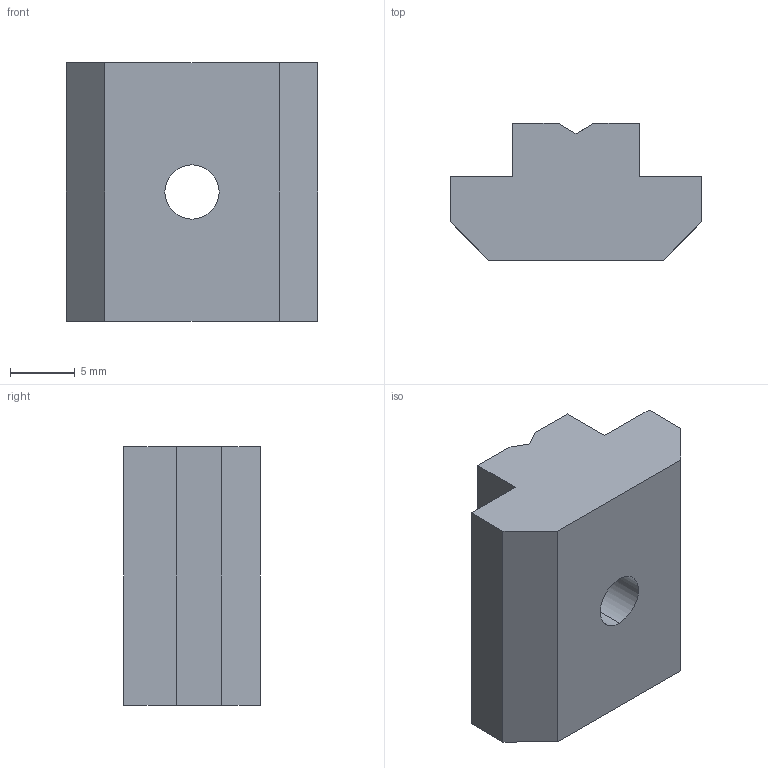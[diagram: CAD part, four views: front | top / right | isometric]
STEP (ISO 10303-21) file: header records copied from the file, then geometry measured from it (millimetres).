
FILE_DESCRIPTION (( 'STEP AP214' ), '1' );
FILE_NAME ('096395.STEP', '2014-08-18T11:03:33', ( '' ), ( '' ), 'SwSTEP 2.0', 'SolidWorks 2014', '' );
FILE_SCHEMA (( 'AUTOMOTIVE_DESIGN' ));
Length unit declared in the file: millimetre
Products named in the file (1): 096395
Bounding box: 19.5 x 10.6 x 20 mm (x, y, z)
Volume: 2992.2 mm3; surface area: 1561 mm2
Topology: 1 solids, 1 shells, 21 faces, 58 edges, 38 vertices
Faces by surface type: plane 17, cylinder 2, cone 2
Entity records: 722 total; most frequent: CARTESIAN_POINT 142, ORIENTED_EDGE 116, DIRECTION 100, EDGE_CURVE 58, LINE 44, VECTOR 44, VERTEX_POINT 38, AXIS2_PLACEMENT_3D 28
